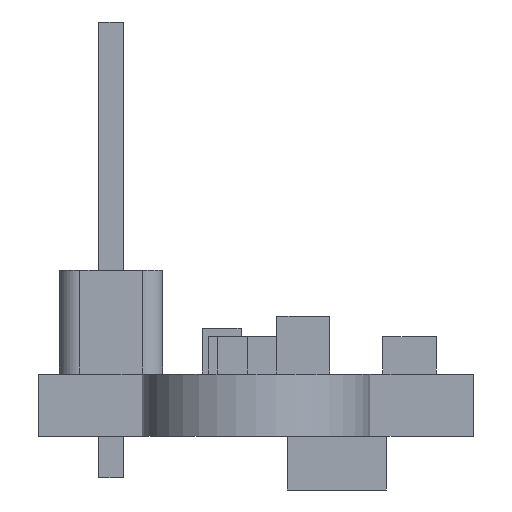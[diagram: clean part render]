
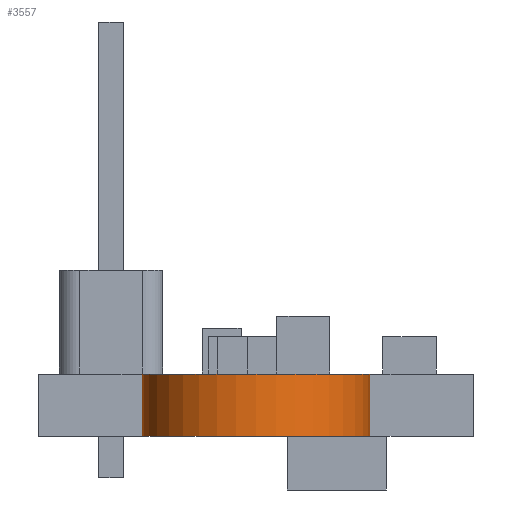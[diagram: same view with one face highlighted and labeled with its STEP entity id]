
A CAD part, left-side view. The second image highlights one B-rep face of the part: STEP entity #3557.
In plain terms, the highlighted cylindrical face has radius 2.75 mm (diameter 5.5 mm), a partial arc.
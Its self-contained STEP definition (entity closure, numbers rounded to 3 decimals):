
#220=AXIS2_PLACEMENT_3D('Circle Axis2P3D',#218,#219,$) ;
#3537=AXIS2_PLACEMENT_3D('Cylinder Axis2P3D',#3534,#3535,#3536) ;
#3541=AXIS2_PLACEMENT_3D('Circle Axis2P3D',#3539,#3540,$) ;
#215=CARTESIAN_POINT('Vertex',(10.,18.,1.5)) ;
#218=CARTESIAN_POINT('Axis2P3D Location',(10.,15.25,1.5)) ;
#222=CARTESIAN_POINT('Vertex',(10.,12.5,1.5)) ;
#3511=CARTESIAN_POINT('Vertex',(10.,18.,0.)) ;
#3514=CARTESIAN_POINT('Line Origine',(10.,18.,0.75)) ;
#3534=CARTESIAN_POINT('Axis2P3D Location',(10.,15.25,0.75)) ;
#3539=CARTESIAN_POINT('Axis2P3D Location',(10.,15.25,0.)) ;
#3543=CARTESIAN_POINT('Vertex',(10.,12.5,0.)) ;
#3546=CARTESIAN_POINT('Line Origine',(10.,12.5,0.75)) ;
#219=DIRECTION('Axis2P3D Direction',(0.,0.,1.)) ;
#3515=DIRECTION('Vector Direction',(0.,0.,1.)) ;
#3535=DIRECTION('Axis2P3D Direction',(0.,0.,1.)) ;
#3536=DIRECTION('Axis2P3D XDirection',(0.,1.,0.)) ;
#3540=DIRECTION('Axis2P3D Direction',(0.,0.,1.)) ;
#3547=DIRECTION('Vector Direction',(0.,0.,1.)) ;
#3516=VECTOR('Line Direction',#3515,1.) ;
#3548=VECTOR('Line Direction',#3547,1.) ;
#3552=ORIENTED_EDGE('',*,*,#3518,.F.) ;
#3553=ORIENTED_EDGE('',*,*,#3545,.T.) ;
#3554=ORIENTED_EDGE('',*,*,#3550,.T.) ;
#3555=ORIENTED_EDGE('',*,*,#224,.F.) ;
#3557=ADVANCED_FACE('PartBody',(#3556),#3538,.T.) ;
#221=CIRCLE('generated circle',#220,2.75) ;
#3542=CIRCLE('generated circle',#3541,2.75) ;
#3538=CYLINDRICAL_SURFACE('generated cylinder',#3537,2.75) ;
#224=EDGE_CURVE('',#216,#223,#221,.T.) ;
#3518=EDGE_CURVE('',#3512,#216,#3517,.T.) ;
#3545=EDGE_CURVE('',#3512,#3544,#3542,.T.) ;
#3550=EDGE_CURVE('',#3544,#223,#3549,.T.) ;
#3551=EDGE_LOOP('',(#3552,#3553,#3554,#3555)) ;
#3556=FACE_OUTER_BOUND('',#3551,.T.) ;
#3517=LINE('Line',#3514,#3516) ;
#3549=LINE('Line',#3546,#3548) ;
#216=VERTEX_POINT('',#215) ;
#223=VERTEX_POINT('',#222) ;
#3512=VERTEX_POINT('',#3511) ;
#3544=VERTEX_POINT('',#3543) ;
